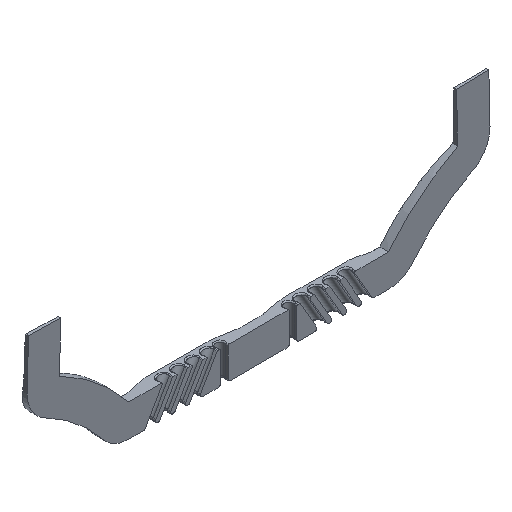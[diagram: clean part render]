
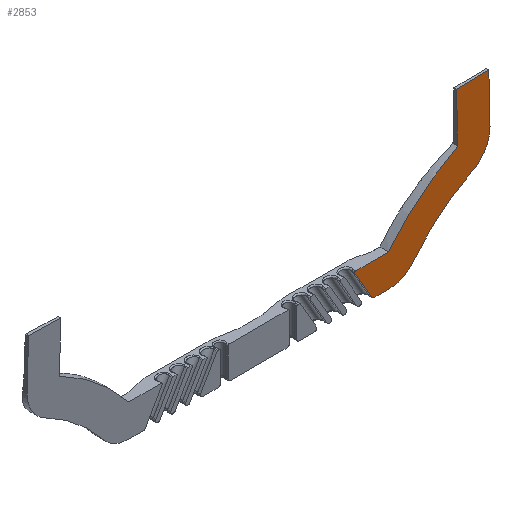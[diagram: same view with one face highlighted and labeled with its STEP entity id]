
A CAD part, isometric view. The second image highlights one B-rep face of the part: STEP entity #2853.
In plain terms, the highlighted planar face has unit normal (0, -1, 0).
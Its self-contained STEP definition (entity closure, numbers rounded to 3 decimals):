
#41=CIRCLE('',#2907,99.);
#65=CIRCLE('',#2960,15.);
#66=CIRCLE('',#2962,84.);
#67=CIRCLE('',#2964,15.);
#84=CIRCLE('',#3011,0.5);
#111=CIRCLE('',#3128,1.);
#242=PLANE('',#3130);
#391=FACE_OUTER_BOUND('',#541,.T.);
#541=EDGE_LOOP('',(#2551,#2552,#2553,#2554,#2555,#2556,#2557,#2558,#2559,
#2560,#2561,#2562));
#596=LINE('',#4073,#818);
#648=LINE('',#4227,#870);
#759=LINE('',#6899,#981);
#760=LINE('',#6902,#982);
#761=LINE('',#6904,#983);
#762=LINE('',#6905,#984);
#818=VECTOR('',#3266,10.);
#870=VECTOR('',#3384,10.);
#981=VECTOR('',#3845,10.);
#982=VECTOR('',#3848,10.);
#983=VECTOR('',#3849,10.);
#984=VECTOR('',#3850,10.);
#1087=VERTEX_POINT('',#4016);
#1088=VERTEX_POINT('',#4018);
#1110=VERTEX_POINT('',#4070);
#1111=VERTEX_POINT('',#4072);
#1180=VERTEX_POINT('',#4225);
#1188=VERTEX_POINT('',#4244);
#1189=VERTEX_POINT('',#4248);
#1190=VERTEX_POINT('',#4252);
#1212=VERTEX_POINT('',#4459);
#1332=VERTEX_POINT('',#6895);
#1333=VERTEX_POINT('',#6901);
#1334=VERTEX_POINT('',#6903);
#1383=EDGE_CURVE('',#1087,#1088,#41,.T.);
#1410=EDGE_CURVE('',#1111,#1110,#596,.T.);
#1488=EDGE_CURVE('',#1087,#1180,#648,.T.);
#1498=EDGE_CURVE('',#1188,#1110,#65,.T.);
#1500=EDGE_CURVE('',#1188,#1189,#66,.T.);
#1502=EDGE_CURVE('',#1190,#1189,#67,.T.);
#1553=EDGE_CURVE('',#1212,#1180,#84,.T.);
#1754=EDGE_CURVE('',#1111,#1332,#111,.T.);
#1756=EDGE_CURVE('',#1212,#1332,#759,.T.);
#1757=EDGE_CURVE('',#1190,#1333,#760,.T.);
#1758=EDGE_CURVE('',#1333,#1334,#761,.T.);
#1759=EDGE_CURVE('',#1088,#1334,#762,.T.);
#2551=ORIENTED_EDGE('',*,*,#1553,.F.);
#2552=ORIENTED_EDGE('',*,*,#1756,.T.);
#2553=ORIENTED_EDGE('',*,*,#1754,.F.);
#2554=ORIENTED_EDGE('',*,*,#1410,.T.);
#2555=ORIENTED_EDGE('',*,*,#1498,.F.);
#2556=ORIENTED_EDGE('',*,*,#1500,.T.);
#2557=ORIENTED_EDGE('',*,*,#1502,.F.);
#2558=ORIENTED_EDGE('',*,*,#1757,.T.);
#2559=ORIENTED_EDGE('',*,*,#1758,.T.);
#2560=ORIENTED_EDGE('',*,*,#1759,.F.);
#2561=ORIENTED_EDGE('',*,*,#1383,.F.);
#2562=ORIENTED_EDGE('',*,*,#1488,.T.);
#2853=ADVANCED_FACE('',(#391),#242,.F.);
#2907=AXIS2_PLACEMENT_3D('',#4019,#3220,#3221);
#2960=AXIS2_PLACEMENT_3D('',#4246,#3400,#3401);
#2962=AXIS2_PLACEMENT_3D('',#4250,#3405,#3406);
#2964=AXIS2_PLACEMENT_3D('',#4254,#3410,#3411);
#3011=AXIS2_PLACEMENT_3D('',#4461,#3530,#3531);
#3128=AXIS2_PLACEMENT_3D('',#6896,#3840,#3841);
#3130=AXIS2_PLACEMENT_3D('',#6900,#3846,#3847);
#3220=DIRECTION('center_axis',(0.,1.,0.));
#3221=DIRECTION('ref_axis',(-0.784,0.,0.621));
#3266=DIRECTION('',(1.,0.,0.));
#3384=DIRECTION('',(-1.,0.,0.));
#3400=DIRECTION('center_axis',(0.,1.,0.));
#3401=DIRECTION('ref_axis',(0.784,0.,-0.621));
#3405=DIRECTION('center_axis',(0.,1.,0.));
#3406=DIRECTION('ref_axis',(-0.784,0.,0.621));
#3410=DIRECTION('center_axis',(0.,1.,0.));
#3411=DIRECTION('ref_axis',(1.,0.,0.024));
#3530=DIRECTION('center_axis',(0.,1.,0.));
#3531=DIRECTION('ref_axis',(-0.866,0.,0.5));
#3840=DIRECTION('center_axis',(0.,1.,0.));
#3841=DIRECTION('ref_axis',(-0.5,0.,-0.866));
#3845=DIRECTION('',(0.5,0.,-0.866));
#3846=DIRECTION('center_axis',(0.,1.,0.));
#3847=DIRECTION('ref_axis',(1.,0.,0.));
#3848=DIRECTION('',(-0.024,0.,1.));
#3849=DIRECTION('',(-1.,0.,-0.024));
#3850=DIRECTION('',(-0.024,0.,1.));
#4016=CARTESIAN_POINT('',(60.371,0.,15.));
#4018=CARTESIAN_POINT('',(92.553,0.,41.495));
#4019=CARTESIAN_POINT('Origin',(137.976,0.,-46.47));
#4070=CARTESIAN_POINT('',(60.371,0.,0.));
#4072=CARTESIAN_POINT('',(53.578,0.,0.));
#4073=CARTESIAN_POINT('',(0.,0.,0.));
#4225=CARTESIAN_POINT('',(45.207,0.,15.));
#4227=CARTESIAN_POINT('',(0.,0.,15.));
#4244=CARTESIAN_POINT('',(72.129,0.,5.686));
#4246=CARTESIAN_POINT('Origin',(60.371,0.,15.));
#4248=CARTESIAN_POINT('',(99.435,0.,28.167));
#4250=CARTESIAN_POINT('Origin',(137.976,0.,-46.47));
#4252=CARTESIAN_POINT('',(107.549,0.,41.851));
#4254=CARTESIAN_POINT('Origin',(92.553,0.,41.495));
#4459=CARTESIAN_POINT('',(44.774,0.,14.25));
#4461=CARTESIAN_POINT('Origin',(45.207,0.,14.5));
#6895=CARTESIAN_POINT('',(52.712,0.,0.5));
#6896=CARTESIAN_POINT('Origin',(53.578,0.,1.));
#6899=CARTESIAN_POINT('',(17.677,0.,61.182));
#6900=CARTESIAN_POINT('Origin',(-92.583,0.,48.5));
#6901=CARTESIAN_POINT('',(107.,0.,65.));
#6902=CARTESIAN_POINT('',(107.549,0.,41.851));
#6903=CARTESIAN_POINT('',(92.004,0.,64.645));
#6904=CARTESIAN_POINT('',(107.,0.,65.));
#6905=CARTESIAN_POINT('',(92.553,0.,41.495));
